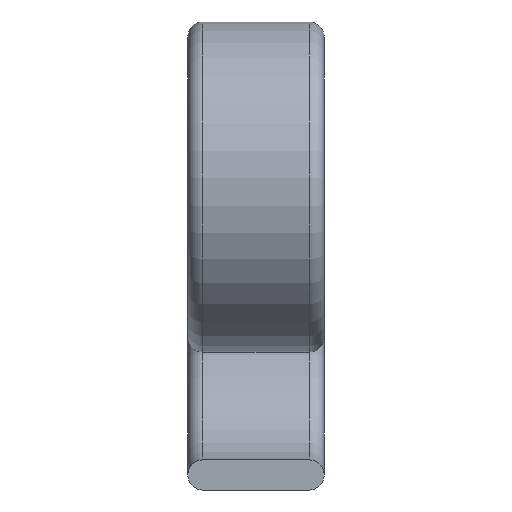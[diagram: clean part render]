
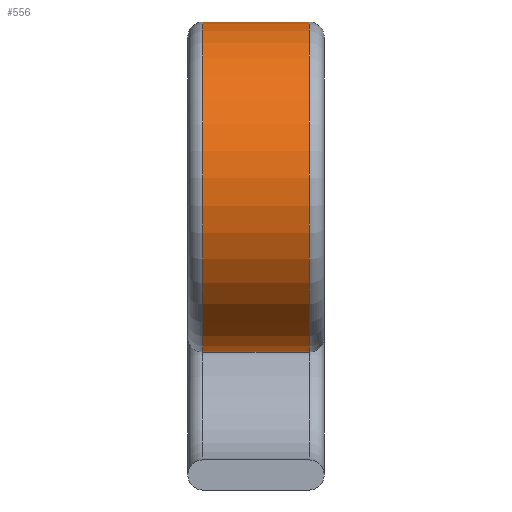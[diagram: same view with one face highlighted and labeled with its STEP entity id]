
A CAD part, left-side view. The second image highlights one B-rep face of the part: STEP entity #556.
In plain terms, the highlighted cylindrical face has radius 13.2 mm (diameter 26.4 mm), a partial arc.
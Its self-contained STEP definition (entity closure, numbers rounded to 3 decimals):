
#4 = CARTESIAN_POINT ( 'NONE',  ( 17.077, 0., 10.815 ) ) ;
#6 = VERTEX_POINT ( 'NONE', #478 ) ;
#24 = VERTEX_POINT ( 'NONE', #337 ) ;
#32 = DIRECTION ( 'NONE',  ( 0.385, 0., -0.923 ) ) ;
#34 = EDGE_LOOP ( 'NONE', ( #264, #477, #276, #228 ) ) ;
#71 = CARTESIAN_POINT ( 'NONE',  ( 12., 0., 23. ) ) ;
#103 = DIRECTION ( 'NONE',  ( 0., -1., 0. ) ) ;
#112 = CARTESIAN_POINT ( 'NONE',  ( 12., 5.45, 23. ) ) ;
#146 = CARTESIAN_POINT ( 'NONE',  ( 12., -3.05, 36.2 ) ) ;
#149 = CARTESIAN_POINT ( 'NONE',  ( 12., 0., 36.2 ) ) ;
#155 = DIRECTION ( 'NONE',  ( 0., 1., 0. ) ) ;
#158 = DIRECTION ( 'NONE',  ( 0.385, 0., -0.923 ) ) ;
#187 = CIRCLE ( 'NONE', #267, 13.2 ) ;
#220 = DIRECTION ( 'NONE',  ( 0., 0., 1. ) ) ;
#228 = ORIENTED_EDGE ( 'NONE', *, *, #494, .F. ) ;
#237 = VECTOR ( 'NONE', #344, 1000. ) ;
#238 = CIRCLE ( 'NONE', #525, 13.2 ) ;
#264 = ORIENTED_EDGE ( 'NONE', *, *, #294, .T. ) ;
#267 = AXIS2_PLACEMENT_3D ( 'NONE', #495, #155, #32 ) ;
#276 = ORIENTED_EDGE ( 'NONE', *, *, #480, .F. ) ;
#288 = LINE ( 'NONE', #149, #605 ) ;
#294 = EDGE_CURVE ( 'NONE', #584, #24, #434, .T. ) ;
#304 = FACE_OUTER_BOUND ( 'NONE', #34, .T. ) ;
#310 = CYLINDRICAL_SURFACE ( 'NONE', #453, 13.2 ) ;
#327 = VERTEX_POINT ( 'NONE', #146 ) ;
#337 = CARTESIAN_POINT ( 'NONE',  ( 17.077, -3.05, 10.815 ) ) ;
#344 = DIRECTION ( 'NONE',  ( 0., -1., 0. ) ) ;
#356 = DIRECTION ( 'NONE',  ( 0., 1., 0. ) ) ;
#374 = CARTESIAN_POINT ( 'NONE',  ( 17.077, 5.45, 10.815 ) ) ;
#434 = LINE ( 'NONE', #4, #237 ) ;
#453 = AXIS2_PLACEMENT_3D ( 'NONE', #71, #356, #220 ) ;
#477 = ORIENTED_EDGE ( 'NONE', *, *, #531, .T. ) ;
#478 = CARTESIAN_POINT ( 'NONE',  ( 12., 5.45, 36.2 ) ) ;
#480 = EDGE_CURVE ( 'NONE', #6, #327, #288, .T. ) ;
#494 = EDGE_CURVE ( 'NONE', #584, #6, #238, .T. ) ;
#495 = CARTESIAN_POINT ( 'NONE',  ( 12., -3.05, 23. ) ) ;
#525 = AXIS2_PLACEMENT_3D ( 'NONE', #112, #537, #158 ) ;
#531 = EDGE_CURVE ( 'NONE', #24, #327, #187, .T. ) ;
#537 = DIRECTION ( 'NONE',  ( 0., 1., 0. ) ) ;
#556 = ADVANCED_FACE ( 'NONE', ( #304 ), #310, .T. ) ;
#584 = VERTEX_POINT ( 'NONE', #374 ) ;
#605 = VECTOR ( 'NONE', #103, 1000. ) ;
